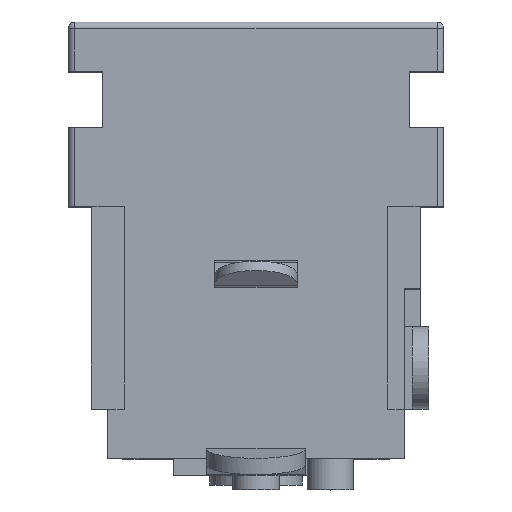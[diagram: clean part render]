
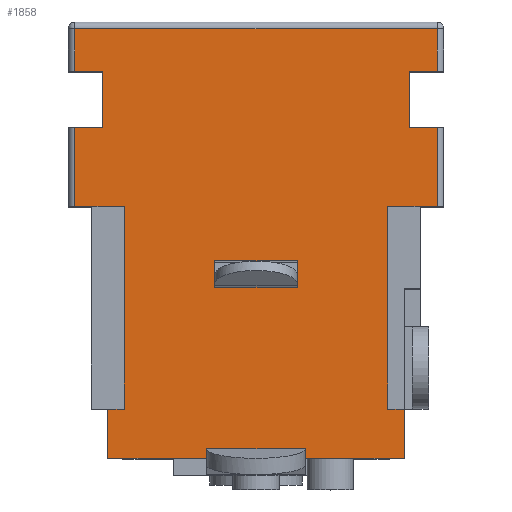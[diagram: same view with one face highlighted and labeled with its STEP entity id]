
A CAD part, top view. The second image highlights one B-rep face of the part: STEP entity #1858.
In plain terms, the highlighted planar face has unit normal (0, 0, 1).
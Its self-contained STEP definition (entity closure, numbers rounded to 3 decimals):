
#102=DIRECTION('',(0.,-1.,0.));
#103=VECTOR('',#102,0.3);
#104=CARTESIAN_POINT('',(-1.25,-7.25,7.));
#105=LINE('',#104,#103);
#106=DIRECTION('',(1.,0.,0.));
#107=VECTOR('',#106,2.5);
#108=CARTESIAN_POINT('',(-1.25,-7.55,7.));
#109=LINE('',#108,#107);
#110=DIRECTION('',(0.,-1.,0.));
#111=VECTOR('',#110,0.3);
#112=CARTESIAN_POINT('',(1.25,-7.25,7.));
#113=LINE('',#112,#111);
#114=DIRECTION('',(1.,0.,0.));
#115=VECTOR('',#114,2.5);
#116=CARTESIAN_POINT('',(-1.25,-7.25,7.));
#117=LINE('',#116,#115);
#118=DIRECTION('',(0.,-1.,0.));
#119=VECTOR('',#118,6.15);
#120=CARTESIAN_POINT('',(4.,-5.6,7.));
#121=LINE('',#120,#119);
#122=DIRECTION('',(1.,0.,0.));
#123=VECTOR('',#122,0.5);
#124=CARTESIAN_POINT('',(4.,-11.75,7.));
#125=LINE('',#124,#123);
#126=DIRECTION('',(1.,0.,0.));
#127=VECTOR('',#126,3.);
#128=CARTESIAN_POINT('',(-1.5,-13.25,7.));
#129=LINE('',#128,#127);
#130=DIRECTION('',(1.,0.,0.));
#131=VECTOR('',#130,0.5);
#132=CARTESIAN_POINT('',(-4.5,-11.75,7.));
#133=LINE('',#132,#131);
#134=DIRECTION('',(0.,1.,0.));
#135=VECTOR('',#134,6.15);
#136=CARTESIAN_POINT('',(-4.,-11.75,7.));
#137=LINE('',#136,#135);
#138=DIRECTION('',(0.,-1.,0.));
#139=VECTOR('',#138,1.3);
#140=CARTESIAN_POINT('',(-5.5,-0.2,7.));
#141=LINE('',#140,#139);
#142=DIRECTION('',(1.,0.,0.));
#143=VECTOR('',#142,11.);
#144=CARTESIAN_POINT('',(-5.5,-0.2,7.));
#145=LINE('',#144,#143);
#146=DIRECTION('',(0.,-1.,0.));
#147=VECTOR('',#146,1.7);
#148=CARTESIAN_POINT('',(4.65,-1.5,7.));
#149=LINE('',#148,#147);
#150=DIRECTION('',(0.,-1.,0.));
#151=VECTOR('',#150,2.4);
#152=CARTESIAN_POINT('',(5.5,-3.2,7.));
#153=LINE('',#152,#151);
#310=DIRECTION('',(1.,0.,0.));
#311=VECTOR('',#310,1.5);
#312=CARTESIAN_POINT('',(-5.5,-5.6,7.));
#313=LINE('',#312,#311);
#331=DIRECTION('',(1.,0.,0.));
#332=VECTOR('',#331,1.5);
#333=CARTESIAN_POINT('',(4.,-5.6,7.));
#334=LINE('',#333,#332);
#375=DIRECTION('',(0.,-1.,0.));
#376=VECTOR('',#375,1.5);
#377=CARTESIAN_POINT('',(-4.5,-11.75,7.));
#378=LINE('',#377,#376);
#401=DIRECTION('',(-1.,0.,0.));
#402=VECTOR('',#401,3.);
#403=CARTESIAN_POINT('',(4.5,-13.25,7.));
#404=LINE('',#403,#402);
#418=DIRECTION('',(-1.,0.,0.));
#419=VECTOR('',#418,3.);
#420=CARTESIAN_POINT('',(-1.5,-13.25,7.));
#421=LINE('',#420,#419);
#890=DIRECTION('',(0.,1.,0.));
#891=VECTOR('',#890,1.5);
#892=CARTESIAN_POINT('',(4.5,-13.25,7.));
#893=LINE('',#892,#891);
#1080=DIRECTION('',(-1.,0.,0.));
#1081=VECTOR('',#1080,0.85);
#1082=CARTESIAN_POINT('',(-4.65,-3.2,7.));
#1083=LINE('',#1082,#1081);
#1116=DIRECTION('',(-1.,0.,0.));
#1117=VECTOR('',#1116,0.85);
#1118=CARTESIAN_POINT('',(5.5,-3.2,7.));
#1119=LINE('',#1118,#1117);
#1124=DIRECTION('',(0.,-1.,0.));
#1125=VECTOR('',#1124,1.7);
#1126=CARTESIAN_POINT('',(-4.65,-1.5,7.));
#1127=LINE('',#1126,#1125);
#1156=DIRECTION('',(1.,0.,0.));
#1157=VECTOR('',#1156,0.85);
#1158=CARTESIAN_POINT('',(4.65,-1.5,7.));
#1159=LINE('',#1158,#1157);
#1192=DIRECTION('',(1.,0.,0.));
#1193=VECTOR('',#1192,0.85);
#1194=CARTESIAN_POINT('',(-5.5,-1.5,7.));
#1195=LINE('',#1194,#1193);
#1201=DIRECTION('',(0.,-1.,0.));
#1202=VECTOR('',#1201,1.3);
#1203=CARTESIAN_POINT('',(5.5,-0.2,7.));
#1204=LINE('',#1203,#1202);
#1277=DIRECTION('',(0.,-1.,0.));
#1278=VECTOR('',#1277,2.4);
#1279=CARTESIAN_POINT('',(-5.5,-3.2,7.));
#1280=LINE('',#1279,#1278);
#1311=CARTESIAN_POINT('',(-5.5,-1.5,7.));
#1312=VERTEX_POINT('',#1311);
#1313=CARTESIAN_POINT('',(5.5,-1.5,7.));
#1315=VERTEX_POINT('',#1313);
#1317=CARTESIAN_POINT('',(-4.65,-1.5,7.));
#1319=VERTEX_POINT('',#1317);
#1323=CARTESIAN_POINT('',(4.65,-1.5,7.));
#1324=VERTEX_POINT('',#1323);
#1325=CARTESIAN_POINT('',(-5.5,-3.2,7.));
#1327=VERTEX_POINT('',#1325);
#1339=CARTESIAN_POINT('',(5.5,-3.2,7.));
#1340=VERTEX_POINT('',#1339);
#1341=CARTESIAN_POINT('',(-5.5,-5.6,7.));
#1343=VERTEX_POINT('',#1341);
#1355=CARTESIAN_POINT('',(5.5,-5.6,7.));
#1356=VERTEX_POINT('',#1355);
#1357=CARTESIAN_POINT('',(-4.65,-3.2,7.));
#1359=VERTEX_POINT('',#1357);
#1363=CARTESIAN_POINT('',(4.65,-3.2,7.));
#1364=VERTEX_POINT('',#1363);
#1377=CARTESIAN_POINT('',(4.5,-13.25,7.));
#1378=VERTEX_POINT('',#1377);
#1379=CARTESIAN_POINT('',(-4.5,-13.25,7.));
#1380=VERTEX_POINT('',#1379);
#1413=CARTESIAN_POINT('',(-5.5,-0.2,7.));
#1414=VERTEX_POINT('',#1413);
#1417=CARTESIAN_POINT('',(5.5,-0.2,7.));
#1418=VERTEX_POINT('',#1417);
#1459=CARTESIAN_POINT('',(-1.25,-7.25,7.));
#1460=CARTESIAN_POINT('',(-1.25,-7.55,7.));
#1461=VERTEX_POINT('',#1459);
#1462=VERTEX_POINT('',#1460);
#1463=CARTESIAN_POINT('',(1.25,-7.25,7.));
#1464=CARTESIAN_POINT('',(1.25,-7.55,7.));
#1465=VERTEX_POINT('',#1463);
#1466=VERTEX_POINT('',#1464);
#1491=CARTESIAN_POINT('',(-1.5,-13.25,7.));
#1492=CARTESIAN_POINT('',(1.5,-13.25,7.));
#1493=VERTEX_POINT('',#1491);
#1494=VERTEX_POINT('',#1492);
#1571=CARTESIAN_POINT('',(4.,-5.6,7.));
#1572=CARTESIAN_POINT('',(4.,-11.75,7.));
#1573=VERTEX_POINT('',#1571);
#1574=VERTEX_POINT('',#1572);
#1575=CARTESIAN_POINT('',(4.5,-11.75,7.));
#1576=VERTEX_POINT('',#1575);
#1577=CARTESIAN_POINT('',(-4.5,-11.75,7.));
#1578=CARTESIAN_POINT('',(-4.,-11.75,7.));
#1579=VERTEX_POINT('',#1577);
#1580=VERTEX_POINT('',#1578);
#1581=CARTESIAN_POINT('',(-4.,-5.6,7.));
#1582=VERTEX_POINT('',#1581);
#1798=CARTESIAN_POINT('',(-5.5,0.,7.));
#1799=DIRECTION('',(0.,0.,1.));
#1800=DIRECTION('',(1.,0.,0.));
#1801=AXIS2_PLACEMENT_3D('',#1798,#1799,#1800);
#1802=PLANE('',#1801);
#1804=ORIENTED_EDGE('',*,*,#1803,.F.);
#1806=ORIENTED_EDGE('',*,*,#1805,.T.);
#1808=ORIENTED_EDGE('',*,*,#1807,.T.);
#1810=ORIENTED_EDGE('',*,*,#1809,.F.);
#1812=ORIENTED_EDGE('',*,*,#1811,.T.);
#1814=ORIENTED_EDGE('',*,*,#1813,.F.);
#1816=ORIENTED_EDGE('',*,*,#1815,.T.);
#1818=ORIENTED_EDGE('',*,*,#1817,.F.);
#1820=ORIENTED_EDGE('',*,*,#1819,.T.);
#1822=ORIENTED_EDGE('',*,*,#1821,.T.);
#1824=ORIENTED_EDGE('',*,*,#1823,.F.);
#1826=ORIENTED_EDGE('',*,*,#1825,.F.);
#1828=ORIENTED_EDGE('',*,*,#1827,.F.);
#1830=ORIENTED_EDGE('',*,*,#1829,.F.);
#1832=ORIENTED_EDGE('',*,*,#1831,.F.);
#1833=ORIENTED_EDGE('',*,*,#1789,.F.);
#1835=ORIENTED_EDGE('',*,*,#1834,.T.);
#1837=ORIENTED_EDGE('',*,*,#1836,.T.);
#1839=ORIENTED_EDGE('',*,*,#1838,.F.);
#1841=ORIENTED_EDGE('',*,*,#1840,.T.);
#1843=ORIENTED_EDGE('',*,*,#1842,.F.);
#1845=ORIENTED_EDGE('',*,*,#1844,.T.);
#1846=EDGE_LOOP('',(#1804,#1806,#1808,#1810,#1812,#1814,#1816,#1818,#1820,#1822,
#1824,#1826,#1828,#1830,#1832,#1833,#1835,#1837,#1839,#1841,#1843,#1845));
#1847=FACE_OUTER_BOUND('',#1846,.F.);
#1849=ORIENTED_EDGE('',*,*,#1848,.T.);
#1851=ORIENTED_EDGE('',*,*,#1850,.T.);
#1853=ORIENTED_EDGE('',*,*,#1852,.F.);
#1855=ORIENTED_EDGE('',*,*,#1854,.F.);
#1856=EDGE_LOOP('',(#1849,#1851,#1853,#1855));
#1857=FACE_BOUND('',#1856,.F.);
#1789=EDGE_CURVE('',#1414,#1312,#141,.T.);
#1803=EDGE_CURVE('',#1573,#1356,#334,.T.);
#1805=EDGE_CURVE('',#1573,#1574,#121,.T.);
#1807=EDGE_CURVE('',#1574,#1576,#125,.T.);
#1809=EDGE_CURVE('',#1378,#1576,#893,.T.);
#1811=EDGE_CURVE('',#1378,#1494,#404,.T.);
#1813=EDGE_CURVE('',#1493,#1494,#129,.T.);
#1815=EDGE_CURVE('',#1493,#1380,#421,.T.);
#1817=EDGE_CURVE('',#1579,#1380,#378,.T.);
#1819=EDGE_CURVE('',#1579,#1580,#133,.T.);
#1821=EDGE_CURVE('',#1580,#1582,#137,.T.);
#1823=EDGE_CURVE('',#1343,#1582,#313,.T.);
#1825=EDGE_CURVE('',#1327,#1343,#1280,.T.);
#1827=EDGE_CURVE('',#1359,#1327,#1083,.T.);
#1829=EDGE_CURVE('',#1319,#1359,#1127,.T.);
#1831=EDGE_CURVE('',#1312,#1319,#1195,.T.);
#1834=EDGE_CURVE('',#1414,#1418,#145,.T.);
#1836=EDGE_CURVE('',#1418,#1315,#1204,.T.);
#1838=EDGE_CURVE('',#1324,#1315,#1159,.T.);
#1840=EDGE_CURVE('',#1324,#1364,#149,.T.);
#1842=EDGE_CURVE('',#1340,#1364,#1119,.T.);
#1844=EDGE_CURVE('',#1340,#1356,#153,.T.);
#1848=EDGE_CURVE('',#1461,#1462,#105,.T.);
#1850=EDGE_CURVE('',#1462,#1466,#109,.T.);
#1852=EDGE_CURVE('',#1465,#1466,#113,.T.);
#1854=EDGE_CURVE('',#1461,#1465,#117,.T.);
#1858=ADVANCED_FACE('',(#1847,#1857),#1802,.T.);
